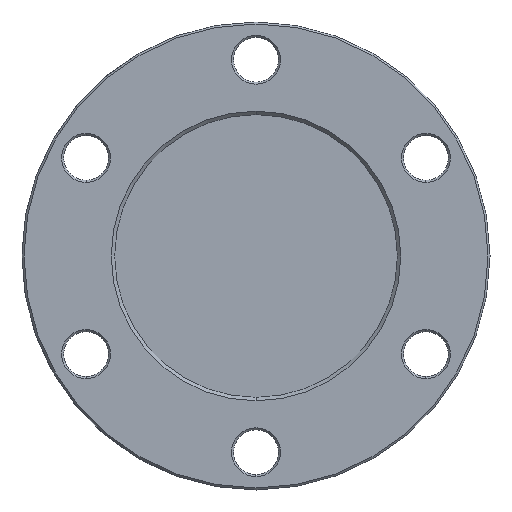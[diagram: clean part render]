
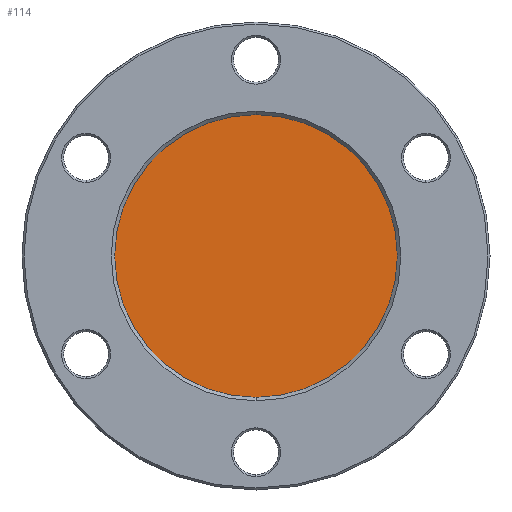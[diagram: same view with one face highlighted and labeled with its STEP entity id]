
A CAD part, front view. The second image highlights one B-rep face of the part: STEP entity #114.
In plain terms, the highlighted face is planar.
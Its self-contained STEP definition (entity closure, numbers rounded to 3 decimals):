
#12 = ORIENTED_EDGE ( 'NONE', *, *, #686, .F. ) ;
#114 = ADVANCED_FACE ( 'NONE', ( #1064 ), #361, .F. ) ;
#195 = CARTESIAN_POINT ( 'NONE',  ( 7.1, 0., 0. ) ) ;
#215 = VERTEX_POINT ( 'NONE', #387 ) ;
#220 = DIRECTION ( 'NONE',  ( -1., 0., 0. ) ) ;
#297 = DIRECTION ( 'NONE',  ( 0., 0., 1. ) ) ;
#344 = DIRECTION ( 'NONE',  ( -1., 0., 0. ) ) ;
#361 = PLANE ( 'NONE',  #2047 ) ;
#387 = CARTESIAN_POINT ( 'NONE',  ( 7.1, 0., -24.15 ) ) ;
#440 = AXIS2_PLACEMENT_3D ( 'NONE', #195, #220, #297 ) ;
#496 = ORIENTED_EDGE ( 'NONE', *, *, #1320, .F. ) ;
#686 = EDGE_CURVE ( 'NONE', #1467, #215, #1776, .T. ) ;
#775 = AXIS2_PLACEMENT_3D ( 'NONE', #2067, #344, #1421 ) ;
#1064 = FACE_OUTER_BOUND ( 'NONE', #1396, .T. ) ;
#1320 = EDGE_CURVE ( 'NONE', #215, #1467, #1999, .T. ) ;
#1396 = EDGE_LOOP ( 'NONE', ( #12, #496 ) ) ;
#1397 = CARTESIAN_POINT ( 'NONE',  ( 7.1, 0., 24.15 ) ) ;
#1421 = DIRECTION ( 'NONE',  ( 0., 0., 1. ) ) ;
#1467 = VERTEX_POINT ( 'NONE', #1397 ) ;
#1776 = CIRCLE ( 'NONE', #440, 24.15 ) ;
#1936 = CARTESIAN_POINT ( 'NONE',  ( 7.1, 0., 0. ) ) ;
#1999 = CIRCLE ( 'NONE', #775, 24.15 ) ;
#2014 = DIRECTION ( 'NONE',  ( -1., 0., 0. ) ) ;
#2043 = DIRECTION ( 'NONE',  ( 0., 0., 1. ) ) ;
#2047 = AXIS2_PLACEMENT_3D ( 'NONE', #1936, #2014, #2043 ) ;
#2067 = CARTESIAN_POINT ( 'NONE',  ( 7.1, 0., 0. ) ) ;
